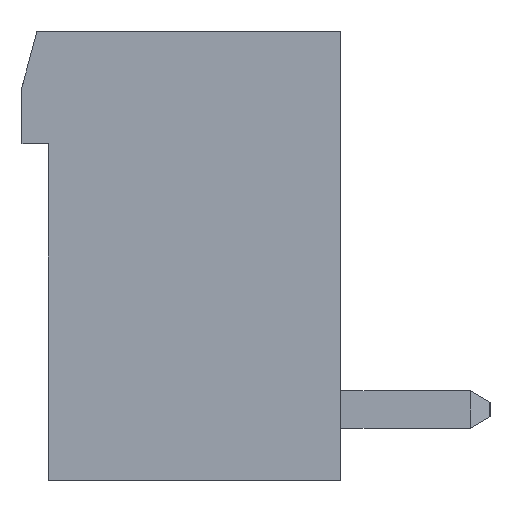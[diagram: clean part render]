
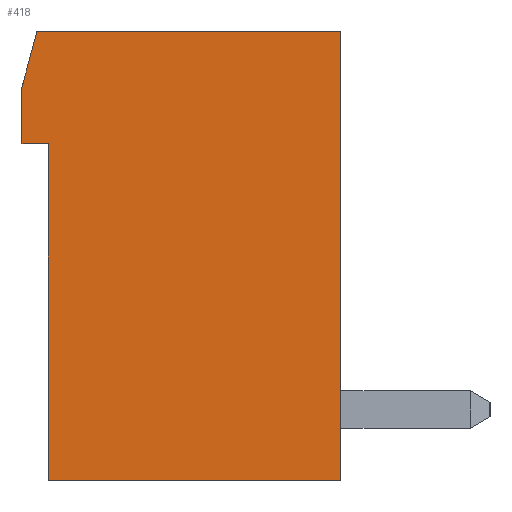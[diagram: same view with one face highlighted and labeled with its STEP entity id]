
A CAD part, left-side view. The second image highlights one B-rep face of the part: STEP entity #418.
In plain terms, the highlighted planar face has unit normal (-1, 0, 0).
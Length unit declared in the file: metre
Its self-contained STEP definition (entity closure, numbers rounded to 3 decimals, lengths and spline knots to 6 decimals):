
#418=ADVANCED_FACE('',(#855),#856,.F.);
#855=FACE_OUTER_BOUND('',#1299,.T.);
#856=PLANE('',#1300);
#1299=EDGE_LOOP('',(#2501,#2502,#2503,#2504,#2505,#2506,#2507));
#1300=AXIS2_PLACEMENT_3D('',#2508,#2509,#2510);
#2501=ORIENTED_EDGE('',*,*,#3121,.F.);
#2502=ORIENTED_EDGE('',*,*,#2823,.F.);
#2503=ORIENTED_EDGE('',*,*,#2798,.T.);
#2504=ORIENTED_EDGE('',*,*,#2973,.F.);
#2505=ORIENTED_EDGE('',*,*,#3013,.F.);
#2506=ORIENTED_EDGE('',*,*,#3119,.F.);
#2507=ORIENTED_EDGE('',*,*,#2698,.T.);
#2508=CARTESIAN_POINT('',(0.02815,0.,0.));
#2509=DIRECTION('',(1.0,0.0,0.));
#2510=DIRECTION('',(0.0,1.0,0.0));
#2698=EDGE_CURVE('',#3233,#3234,#3235,.T.);
#2798=EDGE_CURVE('',#3389,#3387,#3390,.T.);
#2823=EDGE_CURVE('',#3389,#3409,#3434,.T.);
#2973=EDGE_CURVE('',#3660,#3387,#3662,.T.);
#3013=EDGE_CURVE('',#3714,#3660,#3716,.T.);
#3119=EDGE_CURVE('',#3233,#3714,#3849,.T.);
#3121=EDGE_CURVE('',#3409,#3234,#3851,.T.);
#3233=VERTEX_POINT('',#4033);
#3234=VERTEX_POINT('',#4034);
#3235=LINE('',#4035,#4036);
#3387=VERTEX_POINT('',#4281);
#3389=VERTEX_POINT('',#4284);
#3390=LINE('',#4285,#4286);
#3409=VERTEX_POINT('',#4314);
#3434=LINE('',#4350,#4351);
#3660=VERTEX_POINT('',#4683);
#3662=LINE('',#4686,#4687);
#3714=VERTEX_POINT('',#4766);
#3716=LINE('',#4769,#4770);
#3849=LINE('',#4969,#4970);
#3851=LINE('',#4972,#4973);
#4033=CARTESIAN_POINT('',(0.02815,0.0078,-0.012));
#4034=CARTESIAN_POINT('',(0.02815,0.,-0.012));
#4035=CARTESIAN_POINT('',(0.02815,0.0078,-0.012));
#4036=VECTOR('',#5050,1.0);
#4281=CARTESIAN_POINT('',(0.02815,0.0085,-0.001493));
#4284=CARTESIAN_POINT('',(0.02815,0.0081,0.));
#4285=CARTESIAN_POINT('',(0.02815,0.0081,0.));
#4286=VECTOR('',#5134,1.0);
#4314=CARTESIAN_POINT('',(0.02815,0.,0.));
#4350=CARTESIAN_POINT('',(0.02815,0.0081,0.));
#4351=VECTOR('',#5161,1.0);
#4683=CARTESIAN_POINT('',(0.02815,0.0085,-0.003));
#4686=CARTESIAN_POINT('',(0.02815,0.0085,-0.003));
#4687=VECTOR('',#5287,1.0);
#4766=CARTESIAN_POINT('',(0.02815,0.0078,-0.003));
#4769=CARTESIAN_POINT('',(0.02815,0.0081,-0.003));
#4770=VECTOR('',#5319,1.0);
#4969=CARTESIAN_POINT('',(0.02815,0.0078,-0.0098));
#4970=VECTOR('',#5392,1.0);
#4972=CARTESIAN_POINT('',(0.02815,0.,0.));
#4973=VECTOR('',#5393,1.0);
#5050=DIRECTION('',(0.,-1.0,0.));
#5134=DIRECTION('',(0.,0.259,-0.966));
#5161=DIRECTION('',(0.,-1.0,0.));
#5287=DIRECTION('',(0.,0.,1.0));
#5319=DIRECTION('',(0.,1.0,0.));
#5392=DIRECTION('',(0.,0.,1.0));
#5393=DIRECTION('',(0.,0.,-1.0));
